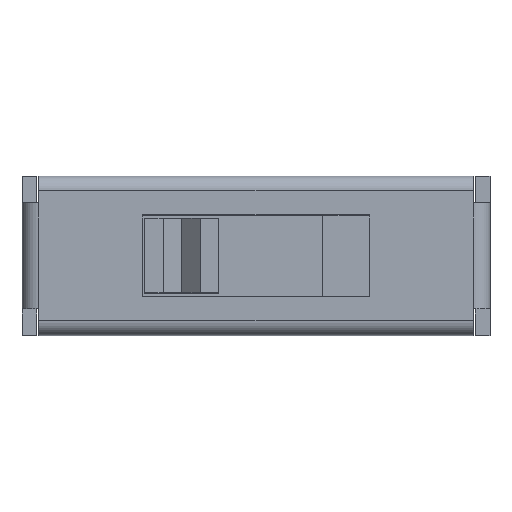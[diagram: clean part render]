
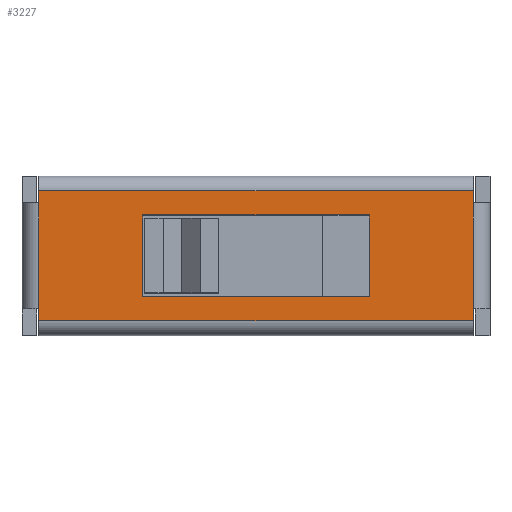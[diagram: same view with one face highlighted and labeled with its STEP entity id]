
A CAD part, top view. The second image highlights one B-rep face of the part: STEP entity #3227.
In plain terms, the highlighted planar face has unit normal (0, 0, 1).
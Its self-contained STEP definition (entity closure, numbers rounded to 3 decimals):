
#2058 = VERTEX_POINT('',#2059);
#2059 = CARTESIAN_POINT('',(5.843,1.427,4.698));
#3227 = ADVANCED_FACE('',(#3228,#3292),#3326,.T.);
#3228 = FACE_BOUND('',#3229,.T.);
#3229 = EDGE_LOOP('',(#3230,#3240,#3248,#3256,#3264,#3270,#3278,#3286));
#3230 = ORIENTED_EDGE('',*,*,#3231,.F.);
#3231 = EDGE_CURVE('',#3232,#3234,#3236,.T.);
#3232 = VERTEX_POINT('',#3233);
#3233 = CARTESIAN_POINT('',(-5.843,-1.425,4.698));
#3234 = VERTEX_POINT('',#3235);
#3235 = CARTESIAN_POINT('',(-5.843,1.427,4.698));
#3236 = LINE('',#3237,#3238);
#3237 = CARTESIAN_POINT('',(-5.843,-1.425,4.698));
#3238 = VECTOR('',#3239,1.);
#3239 = DIRECTION('',(0.,1.,0.));
#3240 = ORIENTED_EDGE('',*,*,#3241,.F.);
#3241 = EDGE_CURVE('',#3242,#3232,#3244,.T.);
#3242 = VERTEX_POINT('',#3243);
#3243 = CARTESIAN_POINT('',(-5.843,-1.749,4.698));
#3244 = LINE('',#3245,#3246);
#3245 = CARTESIAN_POINT('',(-5.843,-1.749,4.698));
#3246 = VECTOR('',#3247,1.);
#3247 = DIRECTION('',(0.,1.,0.));
#3248 = ORIENTED_EDGE('',*,*,#3249,.T.);
#3249 = EDGE_CURVE('',#3242,#3250,#3252,.T.);
#3250 = VERTEX_POINT('',#3251);
#3251 = CARTESIAN_POINT('',(5.843,-1.749,4.698));
#3252 = LINE('',#3253,#3254);
#3253 = CARTESIAN_POINT('',(-5.843,-1.749,4.698));
#3254 = VECTOR('',#3255,1.);
#3255 = DIRECTION('',(1.,0.,0.));
#3256 = ORIENTED_EDGE('',*,*,#3257,.T.);
#3257 = EDGE_CURVE('',#3250,#3258,#3260,.T.);
#3258 = VERTEX_POINT('',#3259);
#3259 = CARTESIAN_POINT('',(5.843,-1.425,4.698));
#3260 = LINE('',#3261,#3262);
#3261 = CARTESIAN_POINT('',(5.843,-1.749,4.698));
#3262 = VECTOR('',#3263,1.);
#3263 = DIRECTION('',(0.,1.,0.));
#3264 = ORIENTED_EDGE('',*,*,#3265,.T.);
#3265 = EDGE_CURVE('',#3258,#2058,#3266,.T.);
#3266 = LINE('',#3267,#3268);
#3267 = CARTESIAN_POINT('',(5.843,-1.425,4.698));
#3268 = VECTOR('',#3269,1.);
#3269 = DIRECTION('',(0.,1.,0.));
#3270 = ORIENTED_EDGE('',*,*,#3271,.T.);
#3271 = EDGE_CURVE('',#2058,#3272,#3274,.T.);
#3272 = VERTEX_POINT('',#3273);
#3273 = CARTESIAN_POINT('',(5.843,1.751,4.698));
#3274 = LINE('',#3275,#3276);
#3275 = CARTESIAN_POINT('',(5.843,1.427,4.698));
#3276 = VECTOR('',#3277,1.);
#3277 = DIRECTION('',(0.,1.,0.));
#3278 = ORIENTED_EDGE('',*,*,#3279,.F.);
#3279 = EDGE_CURVE('',#3280,#3272,#3282,.T.);
#3280 = VERTEX_POINT('',#3281);
#3281 = CARTESIAN_POINT('',(-5.843,1.751,4.698));
#3282 = LINE('',#3283,#3284);
#3283 = CARTESIAN_POINT('',(-5.843,1.751,4.698));
#3284 = VECTOR('',#3285,1.);
#3285 = DIRECTION('',(1.,0.,0.));
#3286 = ORIENTED_EDGE('',*,*,#3287,.F.);
#3287 = EDGE_CURVE('',#3234,#3280,#3288,.T.);
#3288 = LINE('',#3289,#3290);
#3289 = CARTESIAN_POINT('',(-5.843,1.427,4.698));
#3290 = VECTOR('',#3291,1.);
#3291 = DIRECTION('',(0.,1.,0.));
#3292 = FACE_BOUND('',#3293,.T.);
#3293 = EDGE_LOOP('',(#3294,#3304,#3312,#3320));
#3294 = ORIENTED_EDGE('',*,*,#3295,.F.);
#3295 = EDGE_CURVE('',#3296,#3298,#3300,.T.);
#3296 = VERTEX_POINT('',#3297);
#3297 = CARTESIAN_POINT('',(-3.05,1.101,4.698));
#3298 = VERTEX_POINT('',#3299);
#3299 = CARTESIAN_POINT('',(-3.05,-1.099,4.698));
#3300 = LINE('',#3301,#3302);
#3301 = CARTESIAN_POINT('',(-3.05,1.101,4.698));
#3302 = VECTOR('',#3303,1.);
#3303 = DIRECTION('',(0.,-1.,0.));
#3304 = ORIENTED_EDGE('',*,*,#3305,.F.);
#3305 = EDGE_CURVE('',#3306,#3296,#3308,.T.);
#3306 = VERTEX_POINT('',#3307);
#3307 = CARTESIAN_POINT('',(3.05,1.101,4.698));
#3308 = LINE('',#3309,#3310);
#3309 = CARTESIAN_POINT('',(3.05,1.101,4.698));
#3310 = VECTOR('',#3311,1.);
#3311 = DIRECTION('',(-1.,0.,0.));
#3312 = ORIENTED_EDGE('',*,*,#3313,.F.);
#3313 = EDGE_CURVE('',#3314,#3306,#3316,.T.);
#3314 = VERTEX_POINT('',#3315);
#3315 = CARTESIAN_POINT('',(3.05,-1.099,4.698));
#3316 = LINE('',#3317,#3318);
#3317 = CARTESIAN_POINT('',(3.05,-1.099,4.698));
#3318 = VECTOR('',#3319,1.);
#3319 = DIRECTION('',(0.,1.,0.));
#3320 = ORIENTED_EDGE('',*,*,#3321,.F.);
#3321 = EDGE_CURVE('',#3298,#3314,#3322,.T.);
#3322 = LINE('',#3323,#3324);
#3323 = CARTESIAN_POINT('',(-3.05,-1.099,4.698));
#3324 = VECTOR('',#3325,1.);
#3325 = DIRECTION('',(1.,0.,0.));
#3326 = PLANE('',#3327);
#3327 = AXIS2_PLACEMENT_3D('',#3328,#3329,#3330);
#3328 = CARTESIAN_POINT('',(-5.843,-2.149,4.698));
#3329 = DIRECTION('',(0.,0.,1.));
#3330 = DIRECTION('',(-1.,0.,0.));
